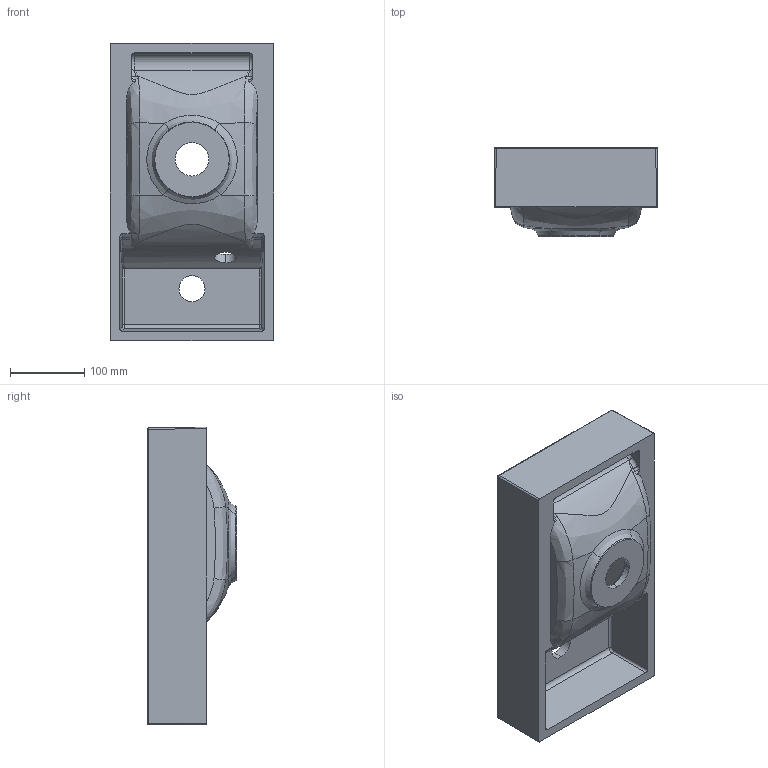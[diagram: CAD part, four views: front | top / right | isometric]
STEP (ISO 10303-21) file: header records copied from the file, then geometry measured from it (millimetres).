
FILE_DESCRIPTION (( 'STEP AP203' ), '1' );
FILE_NAME ('6229160401.step', '2020-12-18T12:32:47', ( 'admin' ), ( '' ), 'SwSTEP 2.0', 'SolidWorks 2019', '' );
FILE_SCHEMA (( 'CONFIG_CONTROL_DESIGN' ));
Length unit declared in the file: millimetre
Products named in the file (1): 6229160401
Bounding box: 220 x 120 x 400 mm (x, y, z)
Volume: 3044751.3 mm3; surface area: 366262.1 mm2
Topology: 1 solids, 1 shells, 131 faces, 314 edges, 176 vertices
Faces by surface type: bspline 66, cylinder 31, plane 18, cone 8, sphere 6, torus 2
Entity records: 7827 total; most frequent: CARTESIAN_POINT 5328, ORIENTED_EDGE 608, DIRECTION 360, EDGE_CURVE 304, VERTEX_POINT 176, AXIS2_PLACEMENT_3D 143, EDGE_LOOP 138, ADVANCED_FACE 131
